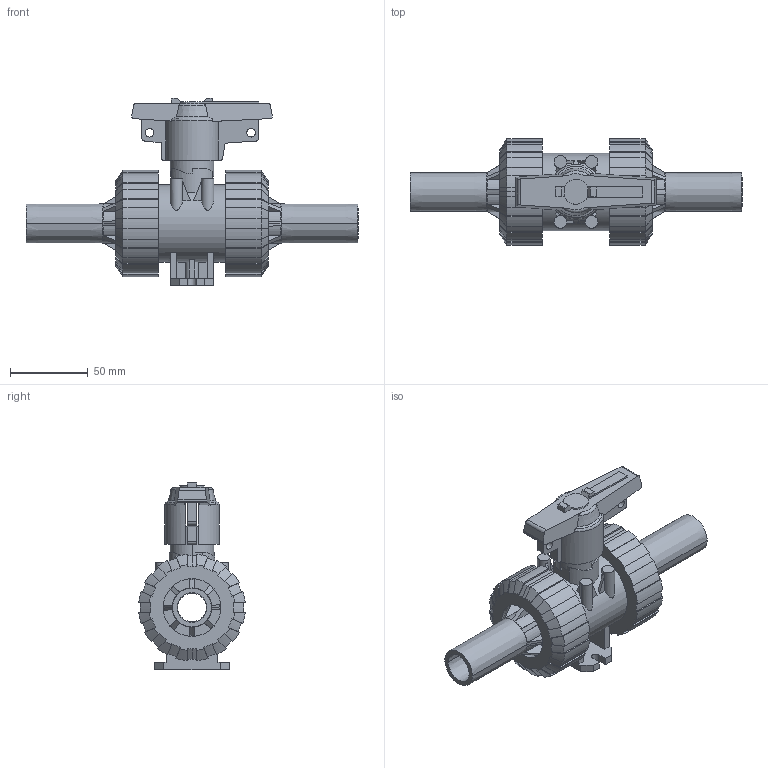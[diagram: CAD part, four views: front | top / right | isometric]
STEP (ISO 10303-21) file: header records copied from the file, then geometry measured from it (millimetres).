
FILE_DESCRIPTION(('STEP AP214'),'1');
FILE_NAME('cctmp_5AFDB106-7F40-433C-A39F-8BF8B7834D21_2021_10_21_08_06_08_0665..stp','2021-10-21T06:06:09',('Praher Valves GmbH'),('CADClick - www.CADClick.com'),'Spatial InterOp 3D',' ','unknown authorization');
FILE_SCHEMA(('AUTOMOTIVE_DESIGN'));
Length unit declared in the file: millimetre
Products named in the file (7): cc_unnamed; 210558_5; 210558_4; 210558_3; 210558_2; 210558_1; 210558
Assembly tree (6 placements, depth 2):
  cc_unnamed
    210558_5
    210558_4
    210558_3
    210558_2
    210558_1
    210558
Bounding box: 213 x 68.24 x 120.43 mm (x, y, z)
Volume: 330758.7 mm3; surface area: 99590.5 mm2
Topology: 6 solids, 6 shells, 522 faces, 1494 edges, 990 vertices
Faces by surface type: plane 252, cylinder 142, cone 120, torus 8
Entity records: 22199 total; most frequent: CARTESIAN_POINT 4310, ORIENTED_EDGE 2988, DIRECTION 2800, EDGE_CURVE 1494, AXIS2_PLACEMENT_3D 1033, VERTEX_POINT 990, LINE 734, VECTOR 734
